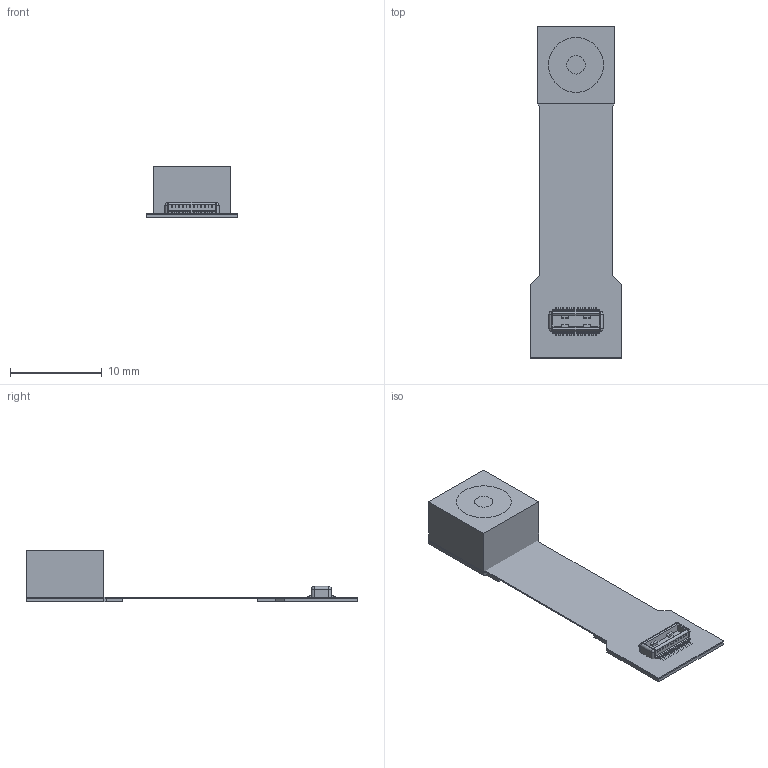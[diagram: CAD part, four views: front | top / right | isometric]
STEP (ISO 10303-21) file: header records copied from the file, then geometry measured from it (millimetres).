
FILE_DESCRIPTION (( 'STEP AP214' ), '1' );
FILE_NAME ('User Library-LI-OV5640-MIPI-AF.STEP', '2018-11-23T15:16:03', ( '' ), ( '' ), 'SwSTEP 2.0', 'SolidWorks 2018', '' );
FILE_SCHEMA (( 'AUTOMOTIVE_DESIGN' ));
Length unit declared in the file: millimetre
Products named in the file (8): User Library-LI-OV5640-MIPI-AF_942680792; User Library-LI-OV5640-MIPI-AF_942681200; User Library-LI-OV5640-MIPI-AF_942676304; User Library-LI-OV5640-MIPI-AF_942681064; User Library-LI-OV5640-MIPI-AF_Designator1; User Library-LI-OV5640-MIPI-AF; User Library-LI-OV5640-MIPI-AF_942680928; User Library-LI-OV5640-MIPI-AF_942680656
Assembly tree (7 placements, depth 2):
  User Library-LI-OV5640-MIPI-AF
    User Library-LI-OV5640-MIPI-AF_Designator1
    User Library-LI-OV5640-MIPI-AF_942681200
    User Library-LI-OV5640-MIPI-AF_942681064
    User Library-LI-OV5640-MIPI-AF_942680928
    User Library-LI-OV5640-MIPI-AF_942680792
    User Library-LI-OV5640-MIPI-AF_942680656
    User Library-LI-OV5640-MIPI-AF_942676304
Bounding box: 10 x 36.25 x 5.61 mm (x, y, z)
Volume: 669.7 mm3; surface area: 1635.6 mm2
Topology: 7 solids, 7 shells, 570 faces, 1500 edges, 988 vertices
Faces by surface type: plane 450, cylinder 116, bspline 4
Entity records: 24040 total; most frequent: CARTESIAN_POINT 3136, ORIENTED_EDGE 2992, DIRECTION 2904, EDGE_CURVE 1496, VECTOR 1232, LINE 1232, VERTEX_POINT 988, AXIS2_PLACEMENT_3D 836
